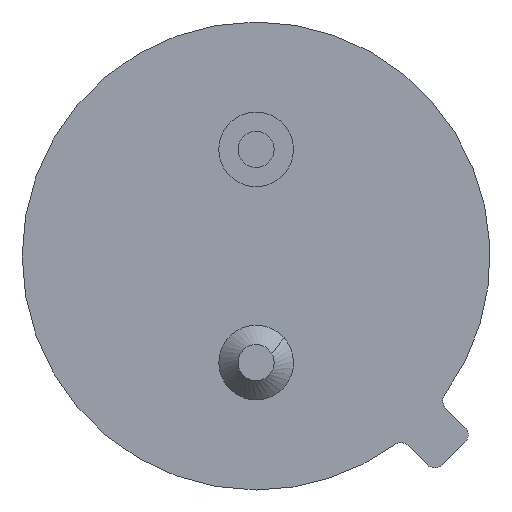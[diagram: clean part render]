
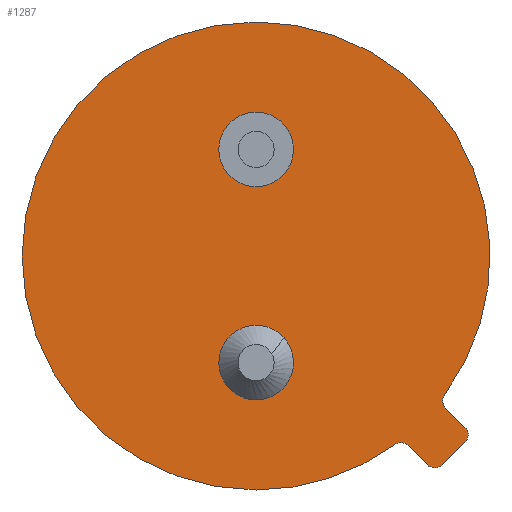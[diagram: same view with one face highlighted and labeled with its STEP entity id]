
A CAD part, front view. The second image highlights one B-rep face of the part: STEP entity #1287.
In plain terms, the highlighted planar face has unit normal (0, -1, 0).
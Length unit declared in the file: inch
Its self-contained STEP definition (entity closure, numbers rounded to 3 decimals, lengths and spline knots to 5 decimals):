
#28 = FACE_BOUND ( 'NONE', #1112, .T. ) ;
#38 = CIRCLE ( 'NONE', #1123, 0.10975 ) ;
#41 = AXIS2_PLACEMENT_3D ( 'NONE', #1472, #1460, #1597 ) ;
#42 = AXIS2_PLACEMENT_3D ( 'NONE', #55, #1423, #63 ) ;
#48 = EDGE_CURVE ( 'NONE', #143, #758, #333, .T. ) ;
#51 = VERTEX_POINT ( 'NONE', #1352 ) ;
#54 = VERTEX_POINT ( 'NONE', #1232 ) ;
#55 = CARTESIAN_POINT ( 'NONE',  ( 0.08382, 0., -0.09442 ) ) ;
#63 = DIRECTION ( 'NONE',  ( 0., 0., -1. ) ) ;
#64 = EDGE_LOOP ( 'NONE', ( #1426, #390 ) ) ;
#84 = VERTEX_POINT ( 'NONE', #1226 ) ;
#127 = VERTEX_POINT ( 'NONE', #375 ) ;
#132 = EDGE_CURVE ( 'NONE', #548, #670, #956, .T. ) ;
#141 = DIRECTION ( 'NONE',  ( 0., 0., -1. ) ) ;
#143 = VERTEX_POINT ( 'NONE', #717 ) ;
#150 = DIRECTION ( 'NONE',  ( 0., -1., 0. ) ) ;
#166 = ORIENTED_EDGE ( 'NONE', *, *, #48, .T. ) ;
#194 = CARTESIAN_POINT ( 'NONE',  ( 0.06486, 0., -0.08853 ) ) ;
#199 = DIRECTION ( 'NONE',  ( 0., 0., -1. ) ) ;
#228 = AXIS2_PLACEMENT_3D ( 'NONE', #1172, #564, #920 ) ;
#229 = ORIENTED_EDGE ( 'NONE', *, *, #1009, .T. ) ;
#243 = EDGE_CURVE ( 'NONE', #1429, #573, #679, .T. ) ;
#304 = CARTESIAN_POINT ( 'NONE',  ( 0.09442, 0., -0.08382 ) ) ;
#328 = LINE ( 'NONE', #1362, #422 ) ;
#333 = LINE ( 'NONE', #369, #669 ) ;
#346 = AXIS2_PLACEMENT_3D ( 'NONE', #559, #1046, #681 ) ;
#369 = CARTESIAN_POINT ( 'NONE',  ( 0.06826, 0., -0.08594 ) ) ;
#375 = CARTESIAN_POINT ( 'NONE',  ( 0.01308, 0., -0.03838 ) ) ;
#381 = DIRECTION ( 'NONE',  ( -0.707, 0., -0.707 ) ) ;
#389 = CIRCLE ( 'NONE', #1056, 0.10975 ) ;
#390 = ORIENTED_EDGE ( 'NONE', *, *, #980, .F. ) ;
#391 = CARTESIAN_POINT ( 'NONE',  ( 0.10975, 0., 0. ) ) ;
#394 = DIRECTION ( 'NONE',  ( 0., 0., -1. ) ) ;
#410 = CARTESIAN_POINT ( 'NONE',  ( 0.09257, 0., -0.06782 ) ) ;
#416 = ORIENTED_EDGE ( 'NONE', *, *, #813, .T. ) ;
#422 = VECTOR ( 'NONE', #1480, 39.37008 ) ;
#425 = ORIENTED_EDGE ( 'NONE', *, *, #1298, .F. ) ;
#427 = DIRECTION ( 'NONE',  ( 0., 0., -1. ) ) ;
#436 = EDGE_CURVE ( 'NONE', #54, #878, #1452, .T. ) ;
#462 = AXIS2_PLACEMENT_3D ( 'NONE', #304, #1292, #1030 ) ;
#491 = EDGE_CURVE ( 'NONE', #127, #51, #1475, .T. ) ;
#497 = ORIENTED_EDGE ( 'NONE', *, *, #823, .T. ) ;
#512 = DIRECTION ( 'NONE',  ( 0., -1., 0. ) ) ;
#521 = DIRECTION ( 'NONE',  ( 0., 1., 0. ) ) ;
#538 = CARTESIAN_POINT ( 'NONE',  ( 0., 0., -0.05 ) ) ;
#545 = VERTEX_POINT ( 'NONE', #194 ) ;
#548 = VERTEX_POINT ( 'NONE', #1203 ) ;
#553 = CIRCLE ( 'NONE', #462, 0.005 ) ;
#559 = CARTESIAN_POINT ( 'NONE',  ( 0., 0., -0.05 ) ) ;
#564 = DIRECTION ( 'NONE',  ( 0., -1., 0. ) ) ;
#573 = VERTEX_POINT ( 'NONE', #1196 ) ;
#623 = CARTESIAN_POINT ( 'NONE',  ( 0., 0., 0. ) ) ;
#630 = DIRECTION ( 'NONE',  ( 0., 0., -1. ) ) ;
#663 = DIRECTION ( 'NONE',  ( 0., -1., 0. ) ) ;
#669 = VECTOR ( 'NONE', #1477, 39.37008 ) ;
#670 = VERTEX_POINT ( 'NONE', #967 ) ;
#679 = LINE ( 'NONE', #1111, #1457 ) ;
#680 = AXIS2_PLACEMENT_3D ( 'NONE', #1490, #512, #394 ) ;
#681 = DIRECTION ( 'NONE',  ( 0., 0., -1. ) ) ;
#716 = VERTEX_POINT ( 'NONE', #1237 ) ;
#717 = CARTESIAN_POINT ( 'NONE',  ( 0.07135, 0., -0.08903 ) ) ;
#732 = CARTESIAN_POINT ( 'NONE',  ( 0.08028, 0., -0.09796 ) ) ;
#741 = AXIS2_PLACEMENT_3D ( 'NONE', #538, #663, #798 ) ;
#742 = CARTESIAN_POINT ( 'NONE',  ( 0., 0., -0.10975 ) ) ;
#758 = VERTEX_POINT ( 'NONE', #732 ) ;
#767 = EDGE_CURVE ( 'NONE', #716, #84, #328, .T. ) ;
#770 = AXIS2_PLACEMENT_3D ( 'NONE', #391, #999, #1485 ) ;
#774 = CARTESIAN_POINT ( 'NONE',  ( 0., 0., 0.0675 ) ) ;
#788 = CIRCLE ( 'NONE', #42, 0.005 ) ;
#798 = DIRECTION ( 'NONE',  ( 0., 0., -1. ) ) ;
#813 = EDGE_CURVE ( 'NONE', #670, #1173, #38, .T. ) ;
#823 = EDGE_CURVE ( 'NONE', #545, #143, #1446, .T. ) ;
#877 = CARTESIAN_POINT ( 'NONE',  ( 0.06782, 0., -0.09257 ) ) ;
#878 = VERTEX_POINT ( 'NONE', #774 ) ;
#886 = ORIENTED_EDGE ( 'NONE', *, *, #767, .F. ) ;
#890 = DIRECTION ( 'NONE',  ( 0., 1., 0. ) ) ;
#899 = EDGE_CURVE ( 'NONE', #716, #548, #941, .T. ) ;
#900 = CARTESIAN_POINT ( 'NONE',  ( 0.09796, 0., -0.08735 ) ) ;
#911 = ORIENTED_EDGE ( 'NONE', *, *, #989, .T. ) ;
#920 = DIRECTION ( 'NONE',  ( 0., 0., -1. ) ) ;
#930 = DIRECTION ( 'NONE',  ( 0., -1., 0. ) ) ;
#941 = CIRCLE ( 'NONE', #1156, 0.005 ) ;
#956 = CIRCLE ( 'NONE', #41, 0.10975 ) ;
#967 = CARTESIAN_POINT ( 'NONE',  ( 0., 0., 0.10975 ) ) ;
#969 = CIRCLE ( 'NONE', #680, 0.0175 ) ;
#980 = EDGE_CURVE ( 'NONE', #51, #127, #1259, .T. ) ;
#989 = EDGE_CURVE ( 'NONE', #1429, #84, #553, .T. ) ;
#994 = PLANE ( 'NONE',  #770 ) ;
#999 = DIRECTION ( 'NONE',  ( 0., -1., 0. ) ) ;
#1009 = EDGE_CURVE ( 'NONE', #758, #573, #788, .T. ) ;
#1030 = DIRECTION ( 'NONE',  ( 0., 0., -1. ) ) ;
#1034 = CARTESIAN_POINT ( 'NONE',  ( 0., 0., 0. ) ) ;
#1046 = DIRECTION ( 'NONE',  ( 0., -1., 0. ) ) ;
#1056 = AXIS2_PLACEMENT_3D ( 'NONE', #1034, #930, #199 ) ;
#1087 = FACE_BOUND ( 'NONE', #64, .T. ) ;
#1111 = CARTESIAN_POINT ( 'NONE',  ( 0.1015, 0., -0.08382 ) ) ;
#1112 = EDGE_LOOP ( 'NONE', ( #425, #1447 ) ) ;
#1123 = AXIS2_PLACEMENT_3D ( 'NONE', #623, #150, #630 ) ;
#1131 = ORIENTED_EDGE ( 'NONE', *, *, #1601, .T. ) ;
#1156 = AXIS2_PLACEMENT_3D ( 'NONE', #410, #890, #427 ) ;
#1172 = CARTESIAN_POINT ( 'NONE',  ( 0., 0., 0.05 ) ) ;
#1173 = VERTEX_POINT ( 'NONE', #742 ) ;
#1196 = CARTESIAN_POINT ( 'NONE',  ( 0.08735, 0., -0.09796 ) ) ;
#1203 = CARTESIAN_POINT ( 'NONE',  ( 0.08853, 0., -0.06486 ) ) ;
#1207 = ORIENTED_EDGE ( 'NONE', *, *, #243, .F. ) ;
#1210 = ORIENTED_EDGE ( 'NONE', *, *, #899, .T. ) ;
#1213 = AXIS2_PLACEMENT_3D ( 'NONE', #877, #521, #141 ) ;
#1226 = CARTESIAN_POINT ( 'NONE',  ( 0.09796, 0., -0.08028 ) ) ;
#1232 = CARTESIAN_POINT ( 'NONE',  ( 0., 0., 0.0325 ) ) ;
#1237 = CARTESIAN_POINT ( 'NONE',  ( 0.08903, 0., -0.07135 ) ) ;
#1259 = CIRCLE ( 'NONE', #741, 0.0175 ) ;
#1287 = ADVANCED_FACE ( 'NONE', ( #1087, #1369, #28 ), #994, .T. ) ;
#1292 = DIRECTION ( 'NONE',  ( 0., -1., 0. ) ) ;
#1298 = EDGE_CURVE ( 'NONE', #878, #54, #969, .T. ) ;
#1352 = CARTESIAN_POINT ( 'NONE',  ( -0.01308, 0., -0.06162 ) ) ;
#1362 = CARTESIAN_POINT ( 'NONE',  ( 0.08594, 0., -0.06826 ) ) ;
#1369 = FACE_OUTER_BOUND ( 'NONE', #1589, .T. ) ;
#1423 = DIRECTION ( 'NONE',  ( 0., -1., 0. ) ) ;
#1426 = ORIENTED_EDGE ( 'NONE', *, *, #491, .F. ) ;
#1429 = VERTEX_POINT ( 'NONE', #900 ) ;
#1446 = CIRCLE ( 'NONE', #1213, 0.005 ) ;
#1447 = ORIENTED_EDGE ( 'NONE', *, *, #436, .F. ) ;
#1452 = CIRCLE ( 'NONE', #228, 0.0175 ) ;
#1457 = VECTOR ( 'NONE', #381, 39.37008 ) ;
#1460 = DIRECTION ( 'NONE',  ( 0., -1., 0. ) ) ;
#1472 = CARTESIAN_POINT ( 'NONE',  ( 0., 0., 0. ) ) ;
#1475 = CIRCLE ( 'NONE', #346, 0.0175 ) ;
#1477 = DIRECTION ( 'NONE',  ( 0.707, 0., -0.707 ) ) ;
#1480 = DIRECTION ( 'NONE',  ( 0.707, 0., -0.707 ) ) ;
#1485 = DIRECTION ( 'NONE',  ( 0., 0., -1. ) ) ;
#1490 = CARTESIAN_POINT ( 'NONE',  ( 0., 0., 0.05 ) ) ;
#1503 = ORIENTED_EDGE ( 'NONE', *, *, #132, .T. ) ;
#1589 = EDGE_LOOP ( 'NONE', ( #166, #229, #1207, #911, #886, #1210, #1503, #416, #1131, #497 ) ) ;
#1597 = DIRECTION ( 'NONE',  ( 0., 0., -1. ) ) ;
#1601 = EDGE_CURVE ( 'NONE', #1173, #545, #389, .T. ) ;
